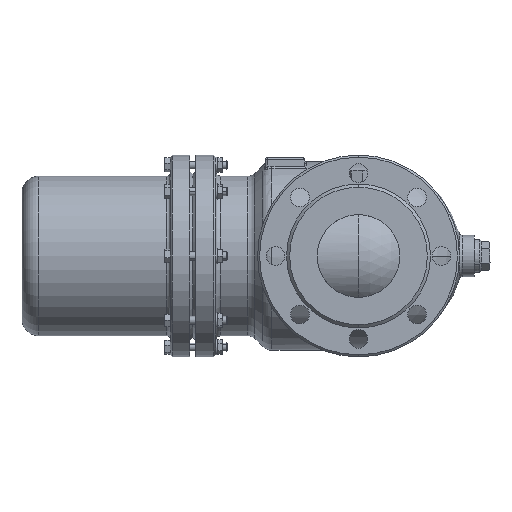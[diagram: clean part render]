
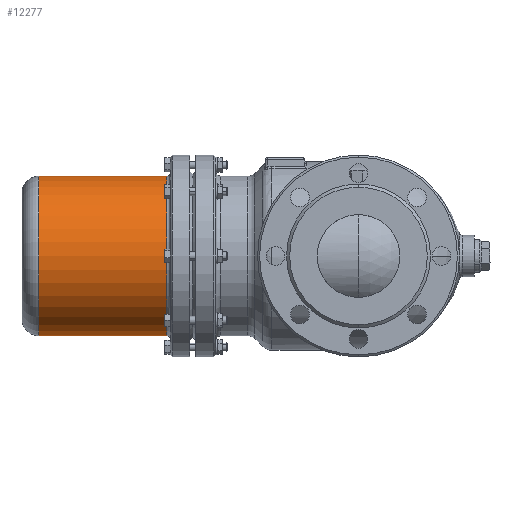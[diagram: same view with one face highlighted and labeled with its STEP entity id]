
A CAD part, left-side view. The second image highlights one B-rep face of the part: STEP entity #12277.
In plain terms, the highlighted cylindrical face has radius 77 mm (diameter 154 mm), a partial arc.
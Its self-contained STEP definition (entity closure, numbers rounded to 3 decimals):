
#1924 = EDGE_CURVE ( 'NONE', #25798, #25619, #3656, .T. ) ;
#3656 = CIRCLE ( 'NONE', #20925, 77. ) ;
#4755 = LINE ( 'NONE', #24323, #26302 ) ;
#4921 = CARTESIAN_POINT ( 'NONE',  ( 0., 149., 77. ) ) ;
#6099 = CYLINDRICAL_SURFACE ( 'NONE', #10867, 77. ) ;
#6597 = VECTOR ( 'NONE', #14387, 1000. ) ;
#6607 = ORIENTED_EDGE ( 'NONE', *, *, #1924, .T. ) ;
#6862 = EDGE_CURVE ( 'NONE', #25619, #8464, #4755, .T. ) ;
#7223 = LINE ( 'NONE', #12259, #6597 ) ;
#8464 = VERTEX_POINT ( 'NONE', #4921 ) ;
#8616 = CARTESIAN_POINT ( 'NONE',  ( 0., 149., 0. ) ) ;
#10664 = DIRECTION ( 'NONE',  ( 0., 0., 1. ) ) ;
#10867 = AXIS2_PLACEMENT_3D ( 'NONE', #19617, #21640, #23433 ) ;
#11086 = CIRCLE ( 'NONE', #20456, 77. ) ;
#12259 = CARTESIAN_POINT ( 'NONE',  ( 0., 175.759, -77. ) ) ;
#12277 = ADVANCED_FACE ( 'NONE', ( #17634 ), #6099, .T. ) ;
#13570 = CARTESIAN_POINT ( 'NONE',  ( 0., 25., 0. ) ) ;
#14387 = DIRECTION ( 'NONE',  ( 0., 1., 0. ) ) ;
#16546 = ORIENTED_EDGE ( 'NONE', *, *, #25659, .F. ) ;
#16941 = CARTESIAN_POINT ( 'NONE',  ( 0., 25., -77. ) ) ;
#17101 = VERTEX_POINT ( 'NONE', #23230 ) ;
#17634 = FACE_OUTER_BOUND ( 'NONE', #19020, .T. ) ;
#18349 = CARTESIAN_POINT ( 'NONE',  ( 0., 25., 77. ) ) ;
#19020 = EDGE_LOOP ( 'NONE', ( #16546, #6607, #20708, #25704 ) ) ;
#19617 = CARTESIAN_POINT ( 'NONE',  ( 0., 175.759, 0. ) ) ;
#20456 = AXIS2_PLACEMENT_3D ( 'NONE', #8616, #22837, #10664 ) ;
#20708 = ORIENTED_EDGE ( 'NONE', *, *, #6862, .T. ) ;
#20925 = AXIS2_PLACEMENT_3D ( 'NONE', #13570, #25361, #25276 ) ;
#21640 = DIRECTION ( 'NONE',  ( 0., 1., 0. ) ) ;
#22837 = DIRECTION ( 'NONE',  ( 0., -1., 0. ) ) ;
#23230 = CARTESIAN_POINT ( 'NONE',  ( 0., 149., -77. ) ) ;
#23433 = DIRECTION ( 'NONE',  ( 0., 0., 1. ) ) ;
#23844 = EDGE_CURVE ( 'NONE', #8464, #17101, #11086, .T. ) ;
#24323 = CARTESIAN_POINT ( 'NONE',  ( 0., 175.759, 77. ) ) ;
#24400 = DIRECTION ( 'NONE',  ( 0., 1., 0. ) ) ;
#25276 = DIRECTION ( 'NONE',  ( 0., 0., 1. ) ) ;
#25361 = DIRECTION ( 'NONE',  ( 0., 1., 0. ) ) ;
#25619 = VERTEX_POINT ( 'NONE', #18349 ) ;
#25659 = EDGE_CURVE ( 'NONE', #25798, #17101, #7223, .T. ) ;
#25704 = ORIENTED_EDGE ( 'NONE', *, *, #23844, .T. ) ;
#25798 = VERTEX_POINT ( 'NONE', #16941 ) ;
#26302 = VECTOR ( 'NONE', #24400, 1000. ) ;
